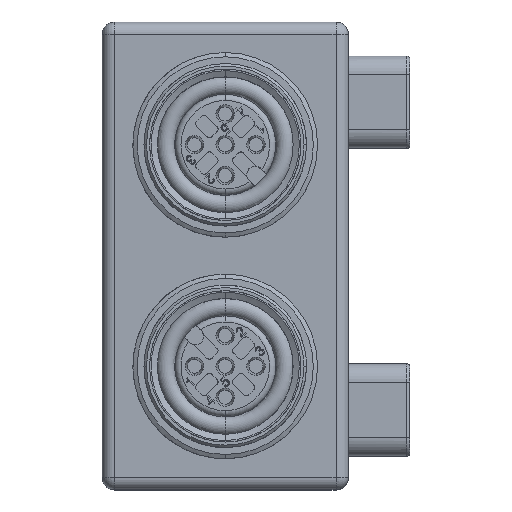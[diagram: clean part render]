
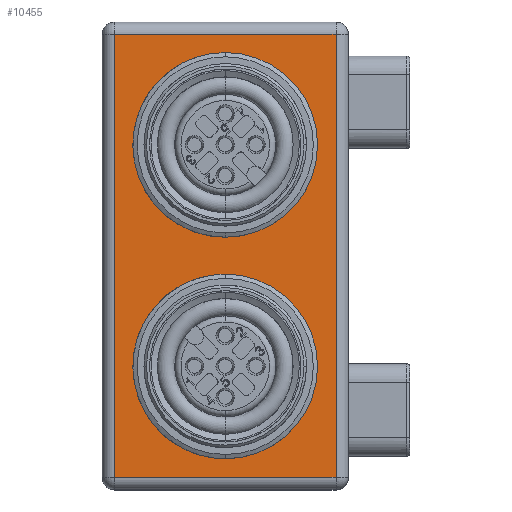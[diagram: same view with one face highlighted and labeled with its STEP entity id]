
A CAD part, top view. The second image highlights one B-rep face of the part: STEP entity #10455.
In plain terms, the highlighted planar face has unit normal (0, 0, 1).
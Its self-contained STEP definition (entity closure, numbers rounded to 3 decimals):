
#10369=AXIS2_PLACEMENT_3D('Plane Axis2P3D',#10366,#10367,#10368) ;
#10389=AXIS2_PLACEMENT_3D('Circle Axis2P3D',#10387,#10388,$) ;
#10398=AXIS2_PLACEMENT_3D('Circle Axis2P3D',#10396,#10397,$) ;
#10405=AXIS2_PLACEMENT_3D('Circle Axis2P3D',#10403,#10404,$) ;
#10412=AXIS2_PLACEMENT_3D('Circle Axis2P3D',#10410,#10411,$) ;
#10423=AXIS2_PLACEMENT_3D('Circle Axis2P3D',#10421,#10422,$) ;
#10432=AXIS2_PLACEMENT_3D('Circle Axis2P3D',#10430,#10431,$) ;
#10439=AXIS2_PLACEMENT_3D('Circle Axis2P3D',#10437,#10438,$) ;
#10446=AXIS2_PLACEMENT_3D('Circle Axis2P3D',#10444,#10445,$) ;
#8253=CARTESIAN_POINT('Vertex',(19.,37.,42.)) ;
#8256=CARTESIAN_POINT('Line Origine',(19.,37.,42.)) ;
#8260=CARTESIAN_POINT('Vertex',(19.,1.,42.)) ;
#9046=CARTESIAN_POINT('Vertex',(1.,1.,42.)) ;
#9049=CARTESIAN_POINT('Line Origine',(1.,37.,42.)) ;
#9053=CARTESIAN_POINT('Vertex',(1.,37.,42.)) ;
#10366=CARTESIAN_POINT('Axis2P3D Location',(20.,37.,42.)) ;
#10371=CARTESIAN_POINT('Line Origine',(10.,1.,42.)) ;
#10376=CARTESIAN_POINT('Line Origine',(10.,37.,42.)) ;
#10387=CARTESIAN_POINT('Axis2P3D Location',(10.,10.,42.)) ;
#10391=CARTESIAN_POINT('Vertex',(10.,16.5,42.)) ;
#10393=CARTESIAN_POINT('Vertex',(16.5,10.,42.)) ;
#10396=CARTESIAN_POINT('Axis2P3D Location',(10.,10.,42.)) ;
#10400=CARTESIAN_POINT('Vertex',(10.,3.5,42.)) ;
#10403=CARTESIAN_POINT('Axis2P3D Location',(10.,10.,42.)) ;
#10407=CARTESIAN_POINT('Vertex',(3.5,10.,42.)) ;
#10410=CARTESIAN_POINT('Axis2P3D Location',(10.,10.,42.)) ;
#10421=CARTESIAN_POINT('Axis2P3D Location',(10.,28.,42.)) ;
#10425=CARTESIAN_POINT('Vertex',(10.,34.5,42.)) ;
#10427=CARTESIAN_POINT('Vertex',(16.5,28.,42.)) ;
#10430=CARTESIAN_POINT('Axis2P3D Location',(10.,28.,42.)) ;
#10434=CARTESIAN_POINT('Vertex',(10.,21.5,42.)) ;
#10437=CARTESIAN_POINT('Axis2P3D Location',(10.,28.,42.)) ;
#10441=CARTESIAN_POINT('Vertex',(3.5,28.,42.)) ;
#10444=CARTESIAN_POINT('Axis2P3D Location',(10.,28.,42.)) ;
#8257=DIRECTION('Vector Direction',(0.,1.,0.)) ;
#9050=DIRECTION('Vector Direction',(0.,-1.,0.)) ;
#10367=DIRECTION('Axis2P3D Direction',(0.,0.,-1.)) ;
#10368=DIRECTION('Axis2P3D XDirection',(-1.,0.,0.)) ;
#10372=DIRECTION('Vector Direction',(-1.,0.,0.)) ;
#10377=DIRECTION('Vector Direction',(-1.,0.,0.)) ;
#10388=DIRECTION('Axis2P3D Direction',(0.,0.,-1.)) ;
#10397=DIRECTION('Axis2P3D Direction',(0.,0.,-1.)) ;
#10404=DIRECTION('Axis2P3D Direction',(0.,0.,-1.)) ;
#10411=DIRECTION('Axis2P3D Direction',(0.,0.,-1.)) ;
#10422=DIRECTION('Axis2P3D Direction',(0.,0.,-1.)) ;
#10431=DIRECTION('Axis2P3D Direction',(0.,0.,-1.)) ;
#10438=DIRECTION('Axis2P3D Direction',(0.,0.,-1.)) ;
#10445=DIRECTION('Axis2P3D Direction',(0.,0.,-1.)) ;
#8258=VECTOR('Line Direction',#8257,1.) ;
#9051=VECTOR('Line Direction',#9050,1.) ;
#10373=VECTOR('Line Direction',#10372,1.) ;
#10378=VECTOR('Line Direction',#10377,1.) ;
#10382=ORIENTED_EDGE('',*,*,#10375,.F.) ;
#10383=ORIENTED_EDGE('',*,*,#8262,.T.) ;
#10384=ORIENTED_EDGE('',*,*,#10380,.T.) ;
#10385=ORIENTED_EDGE('',*,*,#9055,.T.) ;
#10416=ORIENTED_EDGE('',*,*,#10395,.T.) ;
#10417=ORIENTED_EDGE('',*,*,#10402,.T.) ;
#10418=ORIENTED_EDGE('',*,*,#10409,.T.) ;
#10419=ORIENTED_EDGE('',*,*,#10414,.T.) ;
#10450=ORIENTED_EDGE('',*,*,#10429,.T.) ;
#10451=ORIENTED_EDGE('',*,*,#10436,.T.) ;
#10452=ORIENTED_EDGE('',*,*,#10443,.T.) ;
#10453=ORIENTED_EDGE('',*,*,#10448,.T.) ;
#10420=FACE_BOUND('',#10415,.T.) ;
#10454=FACE_BOUND('',#10449,.T.) ;
#10455=ADVANCED_FACE('Hauptkoerper',(#10386,#10420,#10454),#10370,.F.) ;
#10390=CIRCLE('generated circle',#10389,6.5) ;
#10399=CIRCLE('generated circle',#10398,6.5) ;
#10406=CIRCLE('generated circle',#10405,6.5) ;
#10413=CIRCLE('generated circle',#10412,6.5) ;
#10424=CIRCLE('generated circle',#10423,6.5) ;
#10433=CIRCLE('generated circle',#10432,6.5) ;
#10440=CIRCLE('generated circle',#10439,6.5) ;
#10447=CIRCLE('generated circle',#10446,6.5) ;
#8262=EDGE_CURVE('',#8261,#8254,#8259,.T.) ;
#9055=EDGE_CURVE('',#9054,#9047,#9052,.T.) ;
#10375=EDGE_CURVE('',#8261,#9047,#10374,.T.) ;
#10380=EDGE_CURVE('',#8254,#9054,#10379,.T.) ;
#10395=EDGE_CURVE('',#10392,#10394,#10390,.T.) ;
#10402=EDGE_CURVE('',#10394,#10401,#10399,.T.) ;
#10409=EDGE_CURVE('',#10401,#10408,#10406,.T.) ;
#10414=EDGE_CURVE('',#10408,#10392,#10413,.T.) ;
#10429=EDGE_CURVE('',#10426,#10428,#10424,.T.) ;
#10436=EDGE_CURVE('',#10428,#10435,#10433,.T.) ;
#10443=EDGE_CURVE('',#10435,#10442,#10440,.T.) ;
#10448=EDGE_CURVE('',#10442,#10426,#10447,.T.) ;
#10381=EDGE_LOOP('',(#10382,#10383,#10384,#10385)) ;
#10415=EDGE_LOOP('',(#10416,#10417,#10418,#10419)) ;
#10449=EDGE_LOOP('',(#10450,#10451,#10452,#10453)) ;
#10386=FACE_OUTER_BOUND('',#10381,.T.) ;
#8259=LINE('Line',#8256,#8258) ;
#9052=LINE('Line',#9049,#9051) ;
#10374=LINE('Line',#10371,#10373) ;
#10379=LINE('Line',#10376,#10378) ;
#10370=PLANE('',#10369) ;
#8254=VERTEX_POINT('',#8253) ;
#8261=VERTEX_POINT('',#8260) ;
#9047=VERTEX_POINT('',#9046) ;
#9054=VERTEX_POINT('',#9053) ;
#10392=VERTEX_POINT('',#10391) ;
#10394=VERTEX_POINT('',#10393) ;
#10401=VERTEX_POINT('',#10400) ;
#10408=VERTEX_POINT('',#10407) ;
#10426=VERTEX_POINT('',#10425) ;
#10428=VERTEX_POINT('',#10427) ;
#10435=VERTEX_POINT('',#10434) ;
#10442=VERTEX_POINT('',#10441) ;
